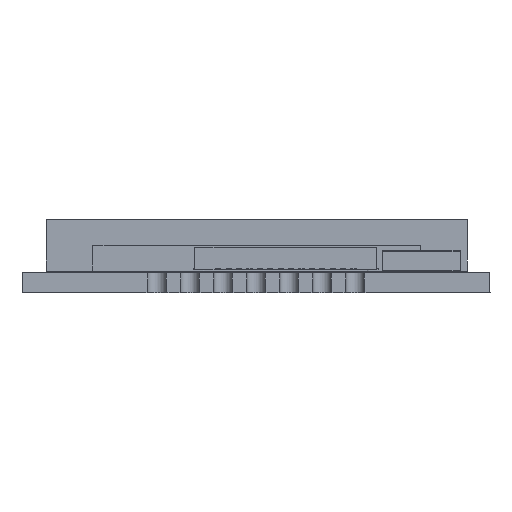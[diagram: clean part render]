
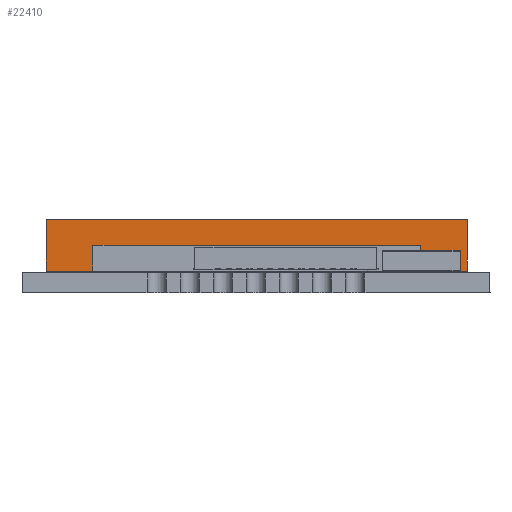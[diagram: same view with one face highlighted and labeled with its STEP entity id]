
A CAD part, left-side view. The second image highlights one B-rep face of the part: STEP entity #22410.
In plain terms, the highlighted face is planar.
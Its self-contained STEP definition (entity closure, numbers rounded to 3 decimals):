
#874=PLANE('',#23886);
#1949=FACE_OUTER_BOUND('',#3198,.T.);
#3198=EDGE_LOOP('',(#17111,#17112,#17113,#17114,#17115,#17116,#17117,#17118));
#4775=LINE('',#32205,#7594);
#4776=LINE('',#32208,#7595);
#4785=LINE('',#32226,#7604);
#4789=LINE('',#32234,#7608);
#4796=LINE('',#32246,#7615);
#4799=LINE('',#32253,#7618);
#4801=LINE('',#32256,#7620);
#4802=LINE('',#32257,#7621);
#7594=VECTOR('',#26567,1.);
#7595=VECTOR('',#26570,1.);
#7604=VECTOR('',#26583,1.);
#7608=VECTOR('',#26587,1.);
#7615=VECTOR('',#26596,1.);
#7618=VECTOR('',#26603,1.);
#7620=VECTOR('',#26607,1.);
#7621=VECTOR('',#26608,1.);
#10484=VERTEX_POINT('',#32198);
#10487=VERTEX_POINT('',#32203);
#10488=VERTEX_POINT('',#32207);
#10495=VERTEX_POINT('',#32225);
#10498=VERTEX_POINT('',#32231);
#10499=VERTEX_POINT('',#32233);
#10503=VERTEX_POINT('',#32244);
#10505=VERTEX_POINT('',#32252);
#12949=EDGE_CURVE('',#10487,#10484,#4775,.T.);
#12950=EDGE_CURVE('',#10487,#10488,#4776,.T.);
#12959=EDGE_CURVE('',#10495,#10484,#4785,.T.);
#12963=EDGE_CURVE('',#10499,#10498,#4789,.T.);
#12970=EDGE_CURVE('',#10498,#10503,#4796,.T.);
#12973=EDGE_CURVE('',#10495,#10505,#4799,.T.);
#12975=EDGE_CURVE('',#10488,#10499,#4801,.T.);
#12976=EDGE_CURVE('',#10505,#10503,#4802,.T.);
#17111=ORIENTED_EDGE('',*,*,#12950,.T.);
#17112=ORIENTED_EDGE('',*,*,#12975,.T.);
#17113=ORIENTED_EDGE('',*,*,#12963,.T.);
#17114=ORIENTED_EDGE('',*,*,#12970,.T.);
#17115=ORIENTED_EDGE('',*,*,#12976,.F.);
#17116=ORIENTED_EDGE('',*,*,#12973,.F.);
#17117=ORIENTED_EDGE('',*,*,#12959,.T.);
#17118=ORIENTED_EDGE('',*,*,#12949,.F.);
#22410=ADVANCED_FACE('',(#1949),#874,.T.);
#23886=AXIS2_PLACEMENT_3D('',#32255,#26605,#26606);
#26567=DIRECTION('',(0.,0.,-1.));
#26570=DIRECTION('',(-1.,0.,0.));
#26583=DIRECTION('',(-1.,0.,0.));
#26587=DIRECTION('',(-1.,0.,0.));
#26596=DIRECTION('',(0.,0.,1.));
#26603=DIRECTION('',(0.,0.,1.));
#26605=DIRECTION('center_axis',(0.,1.,0.));
#26606=DIRECTION('ref_axis',(-1.,0.,0.));
#26607=DIRECTION('',(0.,0.,-1.));
#26608=DIRECTION('',(-1.,0.,0.));
#32198=CARTESIAN_POINT('',(14.4,24.2,0.5));
#32203=CARTESIAN_POINT('',(14.4,24.2,1.5));
#32205=CARTESIAN_POINT('',(14.4,24.2,0.));
#32207=CARTESIAN_POINT('',(1.8,24.2,1.5));
#32208=CARTESIAN_POINT('',(14.325,24.2,1.5));
#32225=CARTESIAN_POINT('',(16.2,24.2,0.5));
#32226=CARTESIAN_POINT('',(12.15,24.2,0.5));
#32231=CARTESIAN_POINT('',(0.,24.2,0.5));
#32233=CARTESIAN_POINT('',(1.8,24.2,0.5));
#32234=CARTESIAN_POINT('',(12.15,24.2,0.5));
#32244=CARTESIAN_POINT('',(0.,24.2,2.5));
#32246=CARTESIAN_POINT('',(0.,24.2,0.));
#32252=CARTESIAN_POINT('',(16.2,24.2,2.5));
#32253=CARTESIAN_POINT('',(16.2,24.2,0.));
#32255=CARTESIAN_POINT('Origin',(16.2,24.2,0.));
#32256=CARTESIAN_POINT('',(1.8,24.2,0.5));
#32257=CARTESIAN_POINT('',(16.2,24.2,2.5));
